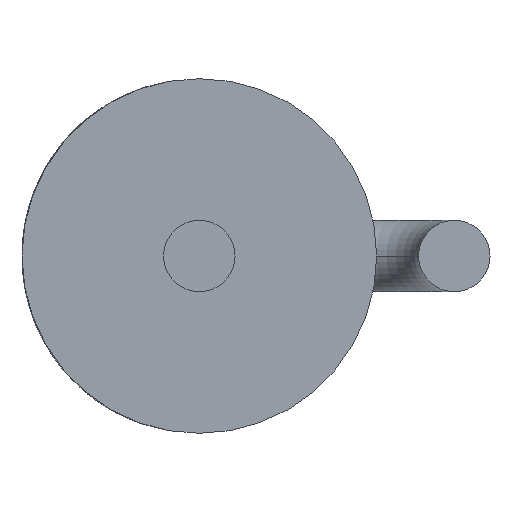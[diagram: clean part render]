
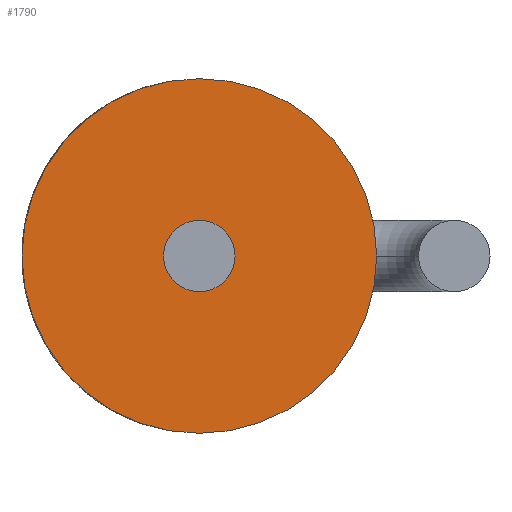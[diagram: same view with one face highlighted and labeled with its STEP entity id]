
A CAD part, front view. The second image highlights one B-rep face of the part: STEP entity #1790.
In plain terms, the highlighted planar face has unit normal (0, -1, 0).
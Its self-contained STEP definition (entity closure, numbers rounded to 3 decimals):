
#53 = VERTEX_POINT ( 'NONE', #1592 ) ;
#85 = EDGE_LOOP ( 'NONE', ( #3033, #2862 ) ) ;
#616 = DIRECTION ( 'NONE',  ( 0., 0., 1. ) ) ;
#752 = CIRCLE ( 'NONE', #2396, 2.65 ) ;
#756 = CIRCLE ( 'NONE', #4283, 2.65 ) ;
#798 = AXIS2_PLACEMENT_3D ( 'NONE', #2641, #3503, #2683 ) ;
#801 = FACE_BOUND ( 'NONE', #3265, .T. ) ;
#1054 = VERTEX_POINT ( 'NONE', #2623 ) ;
#1182 = CIRCLE ( 'NONE', #1849, 0.533 ) ;
#1341 = DIRECTION ( 'NONE',  ( 0., 1., 0. ) ) ;
#1482 = CARTESIAN_POINT ( 'NONE',  ( -0.533, 2., 0. ) ) ;
#1592 = CARTESIAN_POINT ( 'NONE',  ( 0., 2., -2.65 ) ) ;
#1711 = EDGE_CURVE ( 'NONE', #53, #1054, #752, .T. ) ;
#1790 = ADVANCED_FACE ( 'NONE', ( #801, #2760 ), #3454, .F. ) ;
#1849 = AXIS2_PLACEMENT_3D ( 'NONE', #2947, #2263, #616 ) ;
#1862 = DIRECTION ( 'NONE',  ( 0., 0., 1. ) ) ;
#1941 = CARTESIAN_POINT ( 'NONE',  ( 0., 2., 0. ) ) ;
#2170 = CARTESIAN_POINT ( 'NONE',  ( 0., 2., 0. ) ) ;
#2263 = DIRECTION ( 'NONE',  ( 0., -1., 0. ) ) ;
#2374 = DIRECTION ( 'NONE',  ( 0., 1., 0. ) ) ;
#2390 = VERTEX_POINT ( 'NONE', #1482 ) ;
#2396 = AXIS2_PLACEMENT_3D ( 'NONE', #2170, #1341, #2593 ) ;
#2473 = EDGE_CURVE ( 'NONE', #1054, #53, #756, .T. ) ;
#2527 = CIRCLE ( 'NONE', #798, 0.533 ) ;
#2593 = DIRECTION ( 'NONE',  ( 0., 0., 1. ) ) ;
#2623 = CARTESIAN_POINT ( 'NONE',  ( 0., 2., 2.65 ) ) ;
#2641 = CARTESIAN_POINT ( 'NONE',  ( 0., 2., 0. ) ) ;
#2660 = DIRECTION ( 'NONE',  ( 0., 1., 0. ) ) ;
#2683 = DIRECTION ( 'NONE',  ( 0., 0., 1. ) ) ;
#2760 = FACE_OUTER_BOUND ( 'NONE', #85, .T. ) ;
#2862 = ORIENTED_EDGE ( 'NONE', *, *, #2473, .F. ) ;
#2947 = CARTESIAN_POINT ( 'NONE',  ( 0., 2., 0. ) ) ;
#3033 = ORIENTED_EDGE ( 'NONE', *, *, #1711, .F. ) ;
#3265 = EDGE_LOOP ( 'NONE', ( #3547, #3954 ) ) ;
#3454 = PLANE ( 'NONE',  #4279 ) ;
#3483 = DIRECTION ( 'NONE',  ( 0., 0., 1. ) ) ;
#3503 = DIRECTION ( 'NONE',  ( 0., -1., 0. ) ) ;
#3547 = ORIENTED_EDGE ( 'NONE', *, *, #4432, .F. ) ;
#3551 = EDGE_CURVE ( 'NONE', #2390, #4339, #1182, .T. ) ;
#3954 = ORIENTED_EDGE ( 'NONE', *, *, #3551, .F. ) ;
#4279 = AXIS2_PLACEMENT_3D ( 'NONE', #1941, #2660, #1862 ) ;
#4283 = AXIS2_PLACEMENT_3D ( 'NONE', #4302, #2374, #3483 ) ;
#4302 = CARTESIAN_POINT ( 'NONE',  ( 0., 2., 0. ) ) ;
#4339 = VERTEX_POINT ( 'NONE', #4626 ) ;
#4432 = EDGE_CURVE ( 'NONE', #4339, #2390, #2527, .T. ) ;
#4626 = CARTESIAN_POINT ( 'NONE',  ( 0.534, 2., 0. ) ) ;
